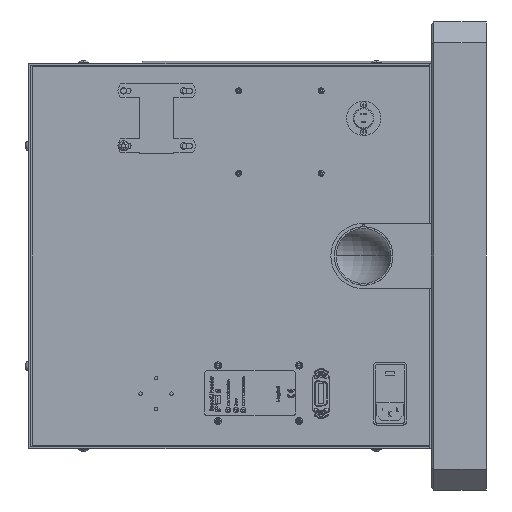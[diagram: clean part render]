
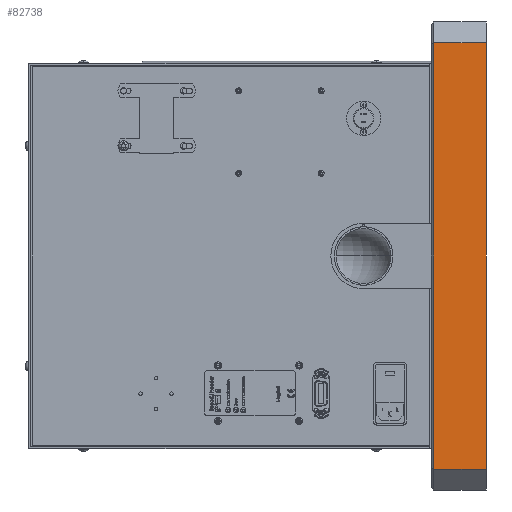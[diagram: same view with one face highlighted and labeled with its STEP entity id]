
A CAD part, left-side view. The second image highlights one B-rep face of the part: STEP entity #82738.
In plain terms, the highlighted planar face has unit normal (-1, 0, 0).
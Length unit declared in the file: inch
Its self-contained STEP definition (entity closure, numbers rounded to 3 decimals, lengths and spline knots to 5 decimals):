
#104 = DIRECTION ( 'NONE',  ( 0., 1., 0. ) ) ;
#5080 = DIRECTION ( 'NONE',  ( 0., 0., -1. ) ) ;
#14217 = VECTOR ( 'NONE', #104, 39.37008 ) ;
#18799 = CARTESIAN_POINT ( 'NONE',  ( -13.3645, -9., 8.5 ) ) ;
#19731 = LINE ( 'NONE', #22575, #98274 ) ;
#22575 = CARTESIAN_POINT ( 'NONE',  ( -13.3645, -11., 8.5 ) ) ;
#22976 = ORIENTED_EDGE ( 'NONE', *, *, #95802, .T. ) ;
#26562 = DIRECTION ( 'NONE',  ( 0., 0., -1. ) ) ;
#30437 = VERTEX_POINT ( 'NONE', #70328 ) ;
#31779 = VERTEX_POINT ( 'NONE', #56336 ) ;
#32932 = LINE ( 'NONE', #50665, #91169 ) ;
#34231 = EDGE_LOOP ( 'NONE', ( #67732, #91416, #22976, #67728 ) ) ;
#34449 = LINE ( 'NONE', #75939, #14217 ) ;
#34774 = VERTEX_POINT ( 'NONE', #89808 ) ;
#46262 = FACE_OUTER_BOUND ( 'NONE', #34231, .T. ) ;
#50665 = CARTESIAN_POINT ( 'NONE',  ( -13.3645, -9.09375, 8.5 ) ) ;
#56336 = CARTESIAN_POINT ( 'NONE',  ( -13.3645, -9.09375, 7.75 ) ) ;
#56393 = PLANE ( 'NONE',  #91830 ) ;
#60271 = EDGE_CURVE ( 'NONE', #31779, #72440, #32932, .T. ) ;
#66378 = VECTOR ( 'NONE', #76073, 39.37008 ) ;
#67728 = ORIENTED_EDGE ( 'NONE', *, *, #79503, .T. ) ;
#67732 = ORIENTED_EDGE ( 'NONE', *, *, #77109, .T. ) ;
#68426 = CARTESIAN_POINT ( 'NONE',  ( -13.3645, -9., -7.75 ) ) ;
#68745 = LINE ( 'NONE', #68426, #66378 ) ;
#70328 = CARTESIAN_POINT ( 'NONE',  ( -13.3645, -11., 7.75 ) ) ;
#71996 = DIRECTION ( 'NONE',  ( 1., 0., 0. ) ) ;
#72440 = VERTEX_POINT ( 'NONE', #89511 ) ;
#75939 = CARTESIAN_POINT ( 'NONE',  ( -13.3645, -9., 7.75 ) ) ;
#76073 = DIRECTION ( 'NONE',  ( 0., -1., 0. ) ) ;
#77109 = EDGE_CURVE ( 'NONE', #30437, #31779, #34449, .T. ) ;
#79503 = EDGE_CURVE ( 'NONE', #34774, #30437, #19731, .T. ) ;
#82738 = ADVANCED_FACE ( 'NONE', ( #46262 ), #56393, .F. ) ;
#83430 = DIRECTION ( 'NONE',  ( 0., 0., 1. ) ) ;
#89511 = CARTESIAN_POINT ( 'NONE',  ( -13.3645, -9.09375, -7.75 ) ) ;
#89808 = CARTESIAN_POINT ( 'NONE',  ( -13.3645, -11., -7.75 ) ) ;
#91169 = VECTOR ( 'NONE', #5080, 39.37008 ) ;
#91416 = ORIENTED_EDGE ( 'NONE', *, *, #60271, .T. ) ;
#91830 = AXIS2_PLACEMENT_3D ( 'NONE', #18799, #71996, #26562 ) ;
#95802 = EDGE_CURVE ( 'NONE', #72440, #34774, #68745, .T. ) ;
#98274 = VECTOR ( 'NONE', #83430, 39.37008 ) ;
